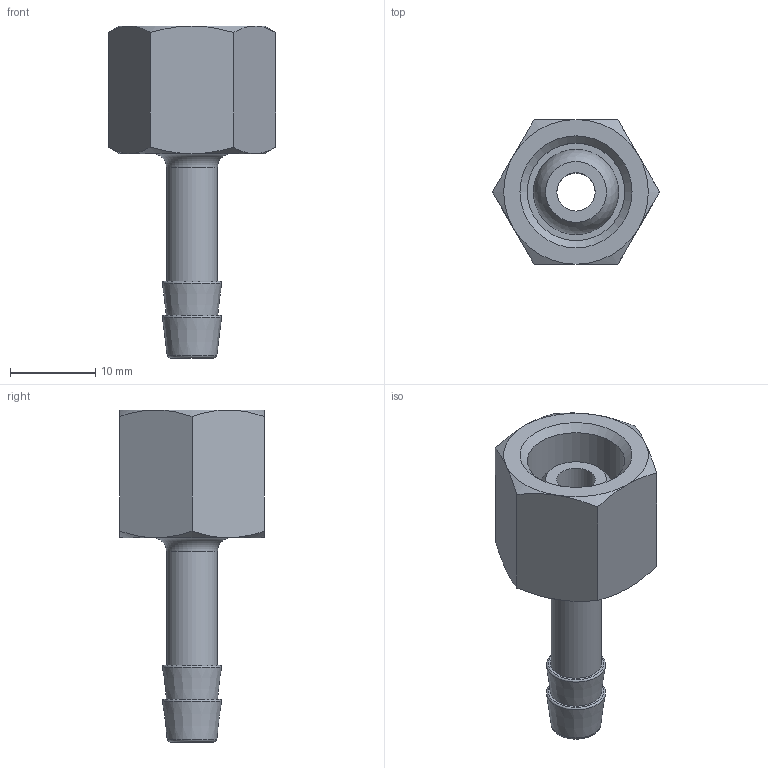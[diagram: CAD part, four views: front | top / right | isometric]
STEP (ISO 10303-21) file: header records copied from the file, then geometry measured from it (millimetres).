
FILE_DESCRIPTION(/* description */ ('STEP AP214'),/* implementation_level */ '2;1');
FILE_NAME(/* name */ '2022_C-1_4-P-6',/* time_stamp */ '2024-08-05T15:52:11+02:00',/* author */ ('License CC BY-ND 4.0'),/* organization */ ('CADENAS'),/* preprocessor_version */ 'ST-DEVELOPER v19.3',/* originating_system */ 'PARTsolutions',/* authorisation */ ' ');
FILE_SCHEMA (('AUTOMOTIVE_DESIGN {1 0 10303 214 3 1 1}'));
Length unit declared in the file: millimetre
Products named in the file (1): 2022 C-1/4-P-6
Bounding box: 19.63 x 17 x 39 mm (x, y, z)
Volume: 3333.2 mm3; surface area: 2960.5 mm2
Topology: 1 solids, 1 shells, 41 faces, 79 edges, 47 vertices
Faces by surface type: cone 15, plane 15, cylinder 6, torus 4, sphere 1
Full cylindrical faces by diameter (mm): 4.5 x1, 6 x1, 10 x2, 10.2 x1, 11.445 x1
Entity records: 1010 total; most frequent: CARTESIAN_POINT 224, DIRECTION 158, ORIENTED_EDGE 128, AXIS2_PLACEMENT_3D 76, EDGE_CURVE 64, EDGE_LOOP 64, FACE_BOUND 64, VERTEX_POINT 46
